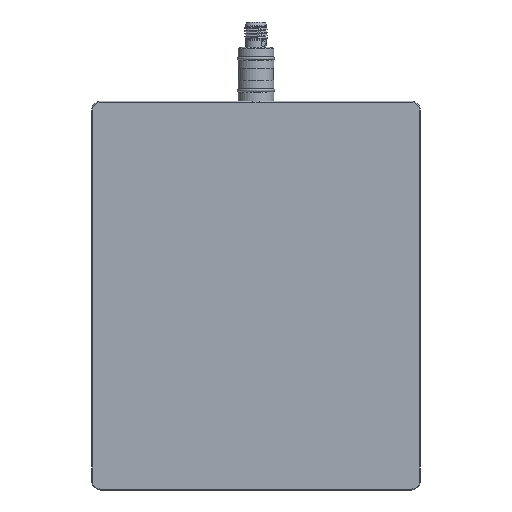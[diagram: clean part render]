
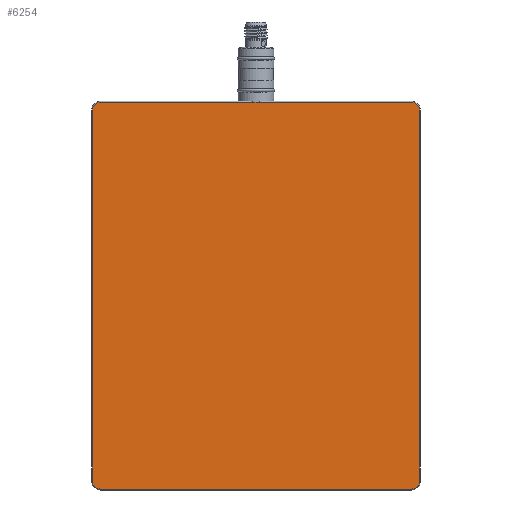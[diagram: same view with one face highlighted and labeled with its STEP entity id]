
A CAD part, front view. The second image highlights one B-rep face of the part: STEP entity #6254.
In plain terms, the highlighted planar face has unit normal (0, -1, 0).
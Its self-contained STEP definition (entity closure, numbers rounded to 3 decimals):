
#27 = VERTEX_POINT ( 'NONE', #1451 ) ;
#154 = CARTESIAN_POINT ( 'NONE',  ( -52., -6., -62. ) ) ;
#236 = CARTESIAN_POINT ( 'NONE',  ( 54.7, -6., -62. ) ) ;
#549 = DIRECTION ( 'NONE',  ( 0., -1., 0. ) ) ;
#586 = DIRECTION ( 'NONE',  ( 0., 0., 1. ) ) ;
#654 = VECTOR ( 'NONE', #2123, 1000. ) ;
#668 = CARTESIAN_POINT ( 'NONE',  ( -52., -6., 62. ) ) ;
#682 = DIRECTION ( 'NONE',  ( 0., -1., 0. ) ) ;
#702 = CARTESIAN_POINT ( 'NONE',  ( 52., -6., -64.7 ) ) ;
#746 = VERTEX_POINT ( 'NONE', #4079 ) ;
#1009 = ORIENTED_EDGE ( 'NONE', *, *, #1144, .T. ) ;
#1144 = EDGE_CURVE ( 'NONE', #3861, #1477, #2045, .T. ) ;
#1150 = CARTESIAN_POINT ( 'NONE',  ( -54.7, -6., 0. ) ) ;
#1184 = ORIENTED_EDGE ( 'NONE', *, *, #6350, .T. ) ;
#1327 = DIRECTION ( 'NONE',  ( 0., 0., 1. ) ) ;
#1393 = VECTOR ( 'NONE', #3238, 1000. ) ;
#1451 = CARTESIAN_POINT ( 'NONE',  ( -54.7, -6., 62. ) ) ;
#1468 = ORIENTED_EDGE ( 'NONE', *, *, #6860, .T. ) ;
#1477 = VERTEX_POINT ( 'NONE', #702 ) ;
#1556 = EDGE_CURVE ( 'NONE', #746, #5181, #4940, .T. ) ;
#1623 = CARTESIAN_POINT ( 'NONE',  ( 0., -6., 64.7 ) ) ;
#1729 = ORIENTED_EDGE ( 'NONE', *, *, #7233, .T. ) ;
#1783 = ORIENTED_EDGE ( 'NONE', *, *, #6646, .T. ) ;
#1860 = AXIS2_PLACEMENT_3D ( 'NONE', #668, #5929, #2353 ) ;
#1867 = DIRECTION ( 'NONE',  ( 0., 0., 1. ) ) ;
#1941 = EDGE_CURVE ( 'NONE', #2614, #746, #6911, .T. ) ;
#2023 = DIRECTION ( 'NONE',  ( 0., -1., 0. ) ) ;
#2045 = LINE ( 'NONE', #3737, #654 ) ;
#2123 = DIRECTION ( 'NONE',  ( 1., 0., 0. ) ) ;
#2160 = VERTEX_POINT ( 'NONE', #236 ) ;
#2210 = ORIENTED_EDGE ( 'NONE', *, *, #1941, .T. ) ;
#2319 = EDGE_CURVE ( 'NONE', #2160, #2747, #5075, .T. ) ;
#2353 = DIRECTION ( 'NONE',  ( 0., 0., 1. ) ) ;
#2416 = DIRECTION ( 'NONE',  ( 0., 0., 1. ) ) ;
#2492 = VECTOR ( 'NONE', #3729, 1000. ) ;
#2524 = CARTESIAN_POINT ( 'NONE',  ( 0., -6., 64.7 ) ) ;
#2614 = VERTEX_POINT ( 'NONE', #4809 ) ;
#2747 = VERTEX_POINT ( 'NONE', #4351 ) ;
#3190 = CIRCLE ( 'NONE', #7477, 2.7 ) ;
#3234 = CARTESIAN_POINT ( 'NONE',  ( -52., -6., -64.7 ) ) ;
#3238 = DIRECTION ( 'NONE',  ( -1., 0., 0. ) ) ;
#3415 = CARTESIAN_POINT ( 'NONE',  ( 52., -6., 62. ) ) ;
#3647 = VECTOR ( 'NONE', #4378, 1000. ) ;
#3729 = DIRECTION ( 'NONE',  ( -1., 0., 0. ) ) ;
#3737 = CARTESIAN_POINT ( 'NONE',  ( 0., -6., -64.7 ) ) ;
#3858 = ORIENTED_EDGE ( 'NONE', *, *, #2319, .T. ) ;
#3861 = VERTEX_POINT ( 'NONE', #3234 ) ;
#3945 = CIRCLE ( 'NONE', #1860, 2.7 ) ;
#3992 = ORIENTED_EDGE ( 'NONE', *, *, #1556, .T. ) ;
#4079 = CARTESIAN_POINT ( 'NONE',  ( 0., -6., 64.7 ) ) ;
#4232 = LINE ( 'NONE', #1150, #5038 ) ;
#4301 = AXIS2_PLACEMENT_3D ( 'NONE', #3415, #549, #586 ) ;
#4306 = AXIS2_PLACEMENT_3D ( 'NONE', #6978, #5870, #2416 ) ;
#4351 = CARTESIAN_POINT ( 'NONE',  ( 54.7, -6., 62. ) ) ;
#4378 = DIRECTION ( 'NONE',  ( 0., 0., 1. ) ) ;
#4431 = AXIS2_PLACEMENT_3D ( 'NONE', #154, #2023, #1327 ) ;
#4809 = CARTESIAN_POINT ( 'NONE',  ( 52., -6., 64.7 ) ) ;
#4940 = LINE ( 'NONE', #2524, #2492 ) ;
#5005 = CARTESIAN_POINT ( 'NONE',  ( 54.7, -6., 0. ) ) ;
#5038 = VECTOR ( 'NONE', #6485, 1000. ) ;
#5075 = LINE ( 'NONE', #5005, #3647 ) ;
#5135 = EDGE_CURVE ( 'NONE', #6594, #3861, #6030, .T. ) ;
#5181 = VERTEX_POINT ( 'NONE', #6710 ) ;
#5825 = EDGE_LOOP ( 'NONE', ( #1009, #1468, #3858, #1729, #2210, #3992, #1184, #1783, #6045 ) ) ;
#5870 = DIRECTION ( 'NONE',  ( 0., 1., 0. ) ) ;
#5929 = DIRECTION ( 'NONE',  ( 0., -1., 0. ) ) ;
#5942 = CARTESIAN_POINT ( 'NONE',  ( 52., -6., -62. ) ) ;
#6030 = CIRCLE ( 'NONE', #4431, 2.7 ) ;
#6045 = ORIENTED_EDGE ( 'NONE', *, *, #5135, .T. ) ;
#6254 = ADVANCED_FACE ( 'NONE', ( #6452 ), #6938, .F. ) ;
#6350 = EDGE_CURVE ( 'NONE', #5181, #27, #3945, .T. ) ;
#6392 = CIRCLE ( 'NONE', #4301, 2.7 ) ;
#6452 = FACE_OUTER_BOUND ( 'NONE', #5825, .T. ) ;
#6485 = DIRECTION ( 'NONE',  ( 0., 0., -1. ) ) ;
#6594 = VERTEX_POINT ( 'NONE', #6870 ) ;
#6646 = EDGE_CURVE ( 'NONE', #27, #6594, #4232, .T. ) ;
#6710 = CARTESIAN_POINT ( 'NONE',  ( -52., -6., 64.7 ) ) ;
#6860 = EDGE_CURVE ( 'NONE', #1477, #2160, #3190, .T. ) ;
#6870 = CARTESIAN_POINT ( 'NONE',  ( -54.7, -6., -62. ) ) ;
#6911 = LINE ( 'NONE', #1623, #1393 ) ;
#6938 = PLANE ( 'NONE',  #4306 ) ;
#6978 = CARTESIAN_POINT ( 'NONE',  ( 0., -6., 0. ) ) ;
#7233 = EDGE_CURVE ( 'NONE', #2747, #2614, #6392, .T. ) ;
#7477 = AXIS2_PLACEMENT_3D ( 'NONE', #5942, #682, #1867 ) ;
